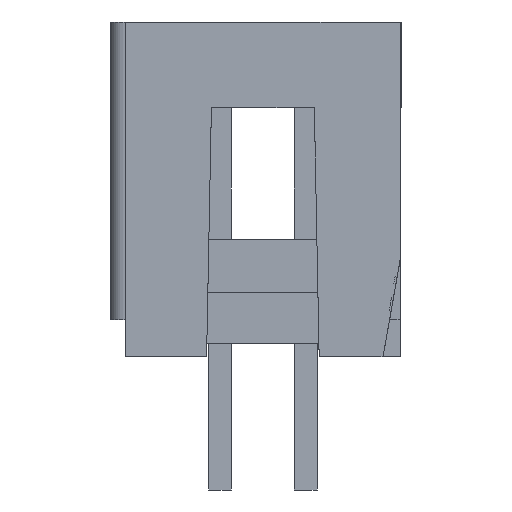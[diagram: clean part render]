
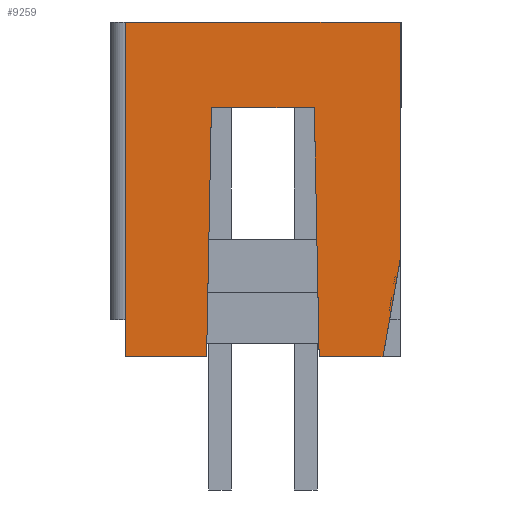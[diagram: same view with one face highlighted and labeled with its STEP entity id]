
A CAD part, left-side view. The second image highlights one B-rep face of the part: STEP entity #9259.
In plain terms, the highlighted planar face has unit normal (-1, 0, 0).
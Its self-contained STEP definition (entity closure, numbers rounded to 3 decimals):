
#8453=CARTESIAN_POINT('',(-25.248,4.064,9.911));
#8454=VERTEX_POINT('',#8453);
#8461=CARTESIAN_POINT('',(-25.248,-4.064,9.911));
#8462=VERTEX_POINT('',#8461);
#8463=CARTESIAN_POINT('',(-25.248,4.064,9.911));
#8464=DIRECTION('',(0.0,-1.0,0.0));
#8465=VECTOR('',#8464,8.128);
#8466=LINE('',#8463,#8465);
#8467=EDGE_CURVE('',#8454,#8462,#8466,.T.);
#8563=CARTESIAN_POINT('',(-25.248,-1.524,7.371));
#8564=VERTEX_POINT('',#8563);
#8571=CARTESIAN_POINT('',(-25.248,1.524,7.371));
#8572=VERTEX_POINT('',#8571);
#8573=CARTESIAN_POINT('',(-25.248,1.524,7.371));
#8574=DIRECTION('',(0.0,-1.0,0.0));
#8575=VECTOR('',#8574,3.048);
#8576=LINE('',#8573,#8575);
#8577=EDGE_CURVE('',#8572,#8564,#8576,.T.);
#8948=CARTESIAN_POINT('',(-25.248,-1.665,0.005));
#8949=VERTEX_POINT('',#8948);
#8956=CARTESIAN_POINT('',(-25.248,-1.665,0.005));
#8957=DIRECTION('',(0.0,0.019,1.));
#8958=VECTOR('',#8957,7.367);
#8959=LINE('',#8956,#8958);
#8960=EDGE_CURVE('',#8949,#8564,#8959,.T.);
#9069=CARTESIAN_POINT('',(-25.248,1.665,0.005));
#9070=VERTEX_POINT('',#9069);
#9071=CARTESIAN_POINT('',(-25.248,1.665,0.005));
#9072=DIRECTION('',(0.0,-0.019,1.));
#9073=VECTOR('',#9072,7.367);
#9074=LINE('',#9071,#9073);
#9075=EDGE_CURVE('',#9070,#8572,#9074,.T.);
#9212=CARTESIAN_POINT('',(-25.248,4.47,-0.49));
#9213=DIRECTION('',(-1.0,0.0,0.0));
#9214=DIRECTION('',(0.0,0.0,1.0));
#9215=AXIS2_PLACEMENT_3D('',#9212,#9213,#9214);
#9216=PLANE('',#9215);
#9217=ORIENTED_EDGE('',*,*,#8960,.F.);
#9218=CARTESIAN_POINT('',(-25.248,-3.556,0.005));
#9219=VERTEX_POINT('',#9218);
#9220=CARTESIAN_POINT('',(-25.248,-1.665,0.005));
#9221=DIRECTION('',(0.0,-1.0,0.0));
#9222=VECTOR('',#9221,1.891);
#9223=LINE('',#9220,#9222);
#9224=EDGE_CURVE('',#8949,#9219,#9223,.T.);
#9225=ORIENTED_EDGE('',*,*,#9224,.T.);
#9226=CARTESIAN_POINT('',(-25.248,-4.064,2.886));
#9227=VERTEX_POINT('',#9226);
#9228=CARTESIAN_POINT('',(-25.248,-4.064,2.886));
#9229=DIRECTION('',(0.0,0.174,-0.985));
#9230=VECTOR('',#9229,2.925);
#9231=LINE('',#9228,#9230);
#9232=EDGE_CURVE('',#9227,#9219,#9231,.T.);
#9233=ORIENTED_EDGE('',*,*,#9232,.F.);
#9234=CARTESIAN_POINT('',(-25.248,-4.064,2.886));
#9235=DIRECTION('',(0.0,0.0,1.0));
#9236=VECTOR('',#9235,7.025);
#9237=LINE('',#9234,#9236);
#9238=EDGE_CURVE('',#9227,#8462,#9237,.T.);
#9239=ORIENTED_EDGE('',*,*,#9238,.T.);
#9240=ORIENTED_EDGE('',*,*,#8467,.F.);
#9241=CARTESIAN_POINT('',(-25.248,4.064,0.005));
#9242=VERTEX_POINT('',#9241);
#9243=CARTESIAN_POINT('',(-25.248,4.064,9.911));
#9244=DIRECTION('',(0.0,0.0,-1.0));
#9245=VECTOR('',#9244,9.906);
#9246=LINE('',#9243,#9245);
#9247=EDGE_CURVE('',#8454,#9242,#9246,.T.);
#9248=ORIENTED_EDGE('',*,*,#9247,.T.);
#9249=CARTESIAN_POINT('',(-25.248,4.064,0.005));
#9250=DIRECTION('',(0.0,-1.0,0.0));
#9251=VECTOR('',#9250,2.399);
#9252=LINE('',#9249,#9251);
#9253=EDGE_CURVE('',#9242,#9070,#9252,.T.);
#9254=ORIENTED_EDGE('',*,*,#9253,.T.);
#9255=ORIENTED_EDGE('',*,*,#9075,.T.);
#9256=ORIENTED_EDGE('',*,*,#8577,.T.);
#9257=EDGE_LOOP('',(#9217,#9225,#9233,#9239,#9240,#9248,#9254,#9255,#9256));
#9258=FACE_OUTER_BOUND('',#9257,.T.);
#9259=ADVANCED_FACE('',(#9258),#9216,.T.);
